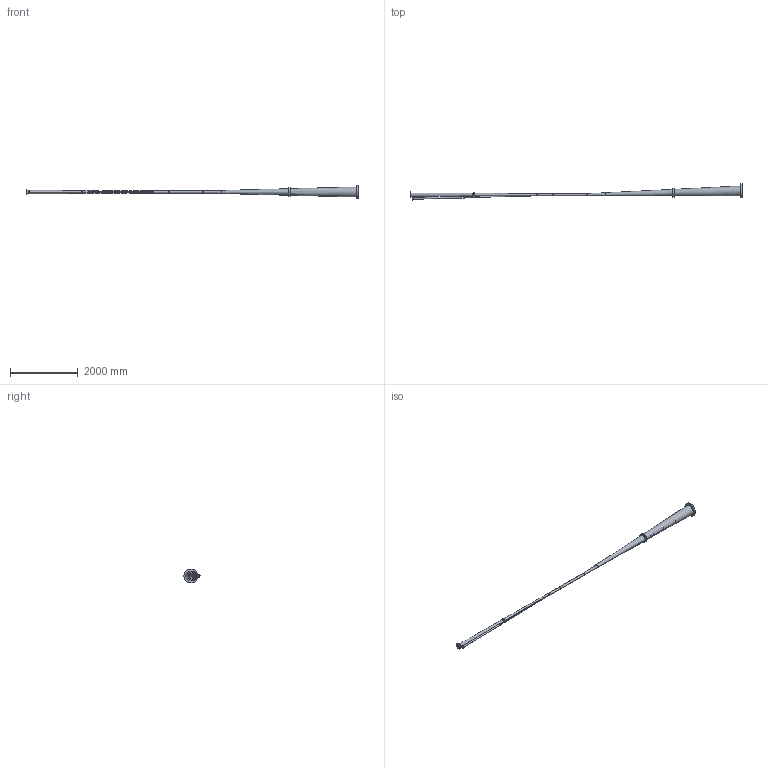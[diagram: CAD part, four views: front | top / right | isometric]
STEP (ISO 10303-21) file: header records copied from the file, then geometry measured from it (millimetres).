
FILE_DESCRIPTION(/* description */ (''),/* implementation_level */ '2;1');
FILE_NAME(/* name */ 'Detector chamber 220621 edit.stp',/* time_stamp */ '2023-04-17T15:31:40-04:00',/* author */ ('rwimmer'),/* organization */ (''),/* preprocessor_version */ 'ST-DEVELOPER v19',/* originating_system */ 'Autodesk Inventor 2023',/* authorisation */ '');
FILE_SCHEMA (('AUTOMOTIVE_DESIGN { 1 0 10303 214 3 1 1 }'));
Length unit declared in the file: inch
Products named in the file (18): Detector chamber 220621 edit; Detector chamber - beryllium section; Detector chamber - inner hadron forward; Detector chamber - hadron forward; Detector chamber - hadron forward 221019 edit; Electron beam screen; Electron beam screen - inner chamber; Detector chamber - hadron rear; Detector chamber - electron exit round; Detector chamber - hadron entrance round; DN120 Electron exit round; PI-FLG-0068; PI-FLG-0068-01; PI-FLG-0068-02; DN50 hadron rear flange; Detector chamber - inner hadron rear round; Flange 1; Flange 2
Assembly tree (17 placements, depth 5):
  Detector chamber 220621 edit
    Detector chamber - beryllium section
    Detector chamber - inner hadron forward
    Detector chamber - hadron forward
      Detector chamber - hadron forward 221019 edit
      Electron beam screen
    Electron beam screen - inner chamber
    Detector chamber - hadron rear
      Detector chamber - electron exit round
      Detector chamber - hadron entrance round
      DN120 Electron exit round
        PI-FLG-0068
          PI-FLG-0068-01
          PI-FLG-0068-02
      DN50 hadron rear flange
    Detector chamber - inner hadron rear round
    Flange 1
    Flange 2
Bounding box: 9825.84 x 473.69 x 411.84 mm (x, y, z)
Volume: 13083146.9 mm3; surface area: 9935215.7 mm2
Topology: 14 solids, 14 shells, 229 faces, 513 edges, 316 vertices
Faces by surface type: cylinder 85, plane 59, cone 58, bspline 12, sphere 8, torus 7
Full cylindrical faces by diameter (mm): 8.433 x26, 22.225 x1, 28.448 x1, 31.75 x1, 40 x1, 41.148 x2, 44.45 x1, 44.704 x1, 55.321 x1, 55.575 x1, 60 x3, 61.62 x1, 61.722 x1, 62 x5, 63.524 x7, 64 x1, 64.5 x1, 64.54 x5, 66 x2, 81.28 x1, 81.616 x2, 85.616 x1, 85.852 x1, 95.2 x1, 99.213 x1, 130.175 x1, 136.398 x1, 141.529 x1, 141.732 x1, 264.01 x1
Entity records: 9119 total; most frequent: CARTESIAN_POINT 3063, DIRECTION 1266, ORIENTED_EDGE 1010, AXIS2_PLACEMENT_3D 546, EDGE_CURVE 505, EDGE_LOOP 325, VERTEX_POINT 316, CIRCLE 288
